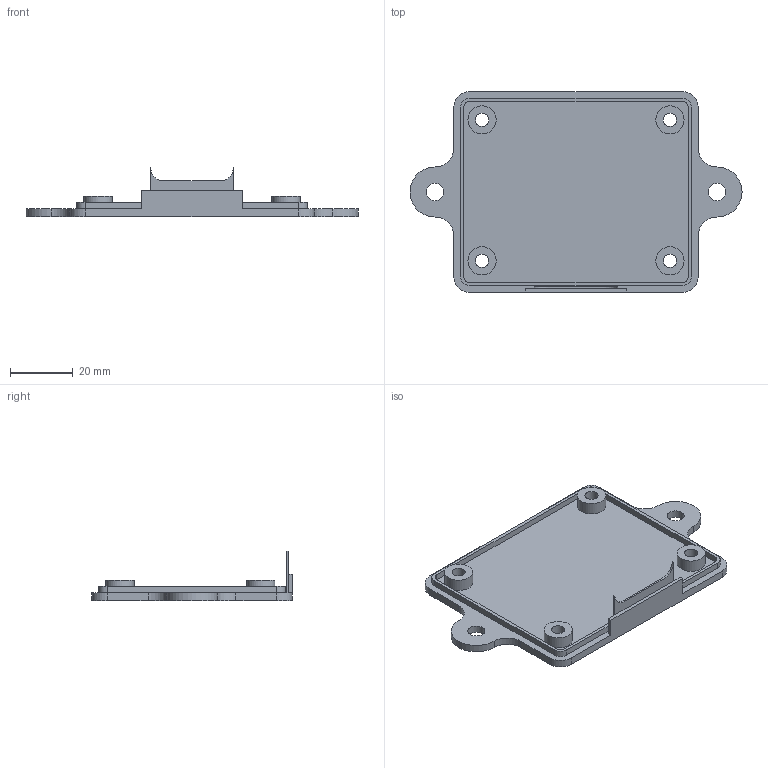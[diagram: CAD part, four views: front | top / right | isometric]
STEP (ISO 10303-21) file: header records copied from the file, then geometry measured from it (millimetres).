
FILE_DESCRIPTION(/* description */ ('STEP AP242','CAx-IF Rec.Pracs.---Representation and Presentation of Product Manufacturing Information (PMI)---4.0---2014-10-13','CAx-IF Rec.Pracs.---3D Tessellated Geometry---0.4---2014-09-14','2;1'),/* implementation_level */ '2;1');
FILE_NAME(/* name */ '689d3aba41f9c7564a61eb60',/* time_stamp */ '2025-08-14T01:24:10Z',/* author */ (''),/* organization */ (''),/* preprocessor_version */ 'ST-DEVELOPER v20',/* originating_system */ 'ONSHAPE BY PTC INC, 1.202',/* authorisation */ ' ');
FILE_SCHEMA (('AP242_MANAGED_MODEL_BASED_3D_ENGINEERING_MIM_LF { 1 0 10303 442 1 1 4 }'));
Length unit declared in the file: metre
Products named in the file (1): base
Bounding box: 106 x 64.03 x 15.7 mm (x, y, z)
Volume: 14878 mm3; surface area: 13834.8 mm2
Topology: 1 solids, 1 shells, 66 faces, 170 edges, 112 vertices
Faces by surface type: plane 32, cylinder 30, cone 4
Full cylindrical faces by diameter (mm): 4.2 x4, 5.5 x2, 9 x4
Entity records: 1984 total; most frequent: DIRECTION 352, CARTESIAN_POINT 331, ORIENTED_EDGE 308, EDGE_CURVE 154, AXIS2_PLACEMENT_3D 131, VERTEX_POINT 110, EDGE_LOOP 98, FACE_BOUND 98
